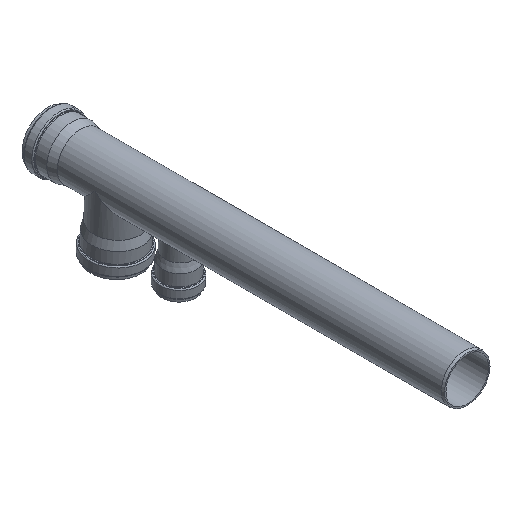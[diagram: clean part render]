
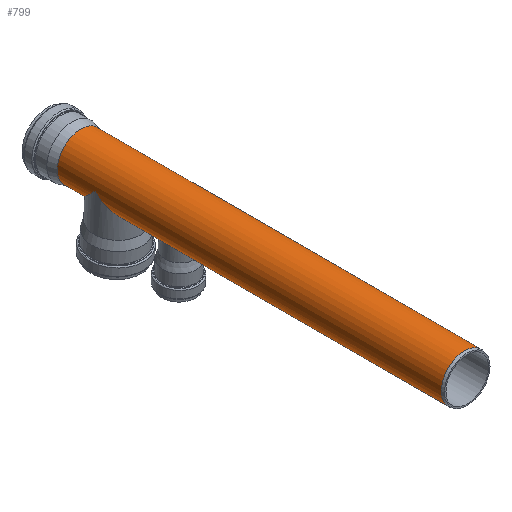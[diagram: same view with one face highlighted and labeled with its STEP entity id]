
A CAD part, isometric view. The second image highlights one B-rep face of the part: STEP entity #799.
In plain terms, the highlighted cylindrical face has radius 45 mm (diameter 90 mm), a full revolution.
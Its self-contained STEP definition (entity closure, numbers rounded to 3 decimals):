
#17=ELLIPSE('',#918,65.075,45.);
#18=ELLIPSE('',#919,62.295,45.);
#112=FACE_BOUND('',#307,.T.);
#113=FACE_BOUND('',#308,.T.);
#114=FACE_BOUND('',#309,.T.);
#141=B_SPLINE_CURVE_WITH_KNOTS('',3,(#1265,#1266,#1267,#1268,#1269,#1270,
#1271,#1272,#1273,#1274,#1275,#1276,#1277,#1278,#1279,#1280,#1281,#1282,
#1283,#1284,#1285,#1286,#1287,#1288,#1289,#1290,#1291,#1292,#1293,#1294,
#1295,#1296,#1297,#1298,#1299,#1300,#1301,#1302,#1303,#1304,#1305,#1306,
#1307,#1308,#1309,#1310,#1311,#1312,#1313,#1314,#1315,#1316,#1317,#1318,
#1319,#1320,#1321,#1322,#1323,#1324,#1325,#1326,#1327,#1328,#1329,#1330),
 .UNSPECIFIED.,.T.,.F.,(4,2,2,2,2,2,2,2,2,2,2,2,2,2,2,2,2,2,2,2,2,2,2,2,
2,2,2,2,2,2,2,2,4),(0.,0.575,1.149,1.724,
2.299,2.866,3.433,4.,4.567,
5.134,5.702,6.269,6.836,7.411,
7.985,8.56,9.135,9.698,10.261,
10.824,11.387,11.951,12.515,13.079,
13.643,14.207,14.771,15.335,15.899,
16.462,17.025,17.588,18.151),
 .UNSPECIFIED.);
#189=FACE_OUTER_BOUND('',#306,.T.);
#306=EDGE_LOOP('',(#673));
#307=EDGE_LOOP('',(#674));
#308=EDGE_LOOP('',(#675));
#309=EDGE_LOOP('',(#676,#677));
#404=CIRCLE('',#921,45.);
#405=CIRCLE('',#922,45.);
#430=VERTEX_POINT('',#1264);
#477=VERTEX_POINT('',#1533);
#478=VERTEX_POINT('',#1534);
#479=VERTEX_POINT('',#1538);
#480=VERTEX_POINT('',#1540);
#505=EDGE_CURVE('',#430,#430,#141,.T.);
#552=EDGE_CURVE('',#477,#478,#17,.T.);
#553=EDGE_CURVE('',#478,#477,#18,.T.);
#554=EDGE_CURVE('',#479,#479,#404,.T.);
#555=EDGE_CURVE('',#480,#480,#405,.T.);
#673=ORIENTED_EDGE('',*,*,#554,.T.);
#674=ORIENTED_EDGE('',*,*,#505,.T.);
#675=ORIENTED_EDGE('',*,*,#555,.F.);
#676=ORIENTED_EDGE('',*,*,#553,.T.);
#677=ORIENTED_EDGE('',*,*,#552,.T.);
#745=CYLINDRICAL_SURFACE('',#920,45.);
#799=ADVANCED_FACE('',(#189,#112,#113,#114),#745,.T.);
#918=AXIS2_PLACEMENT_3D('',#1535,#1156,#1157);
#919=AXIS2_PLACEMENT_3D('',#1536,#1158,#1159);
#920=AXIS2_PLACEMENT_3D('',#1537,#1160,#1161);
#921=AXIS2_PLACEMENT_3D('',#1539,#1162,#1163);
#922=AXIS2_PLACEMENT_3D('',#1541,#1164,#1165);
#1156=DIRECTION('center_axis',(0.,0.692,0.722));
#1157=DIRECTION('ref_axis',(0.,-0.722,0.692));
#1158=DIRECTION('center_axis',(0.,-0.722,0.692));
#1159=DIRECTION('ref_axis',(0.,-0.692,-0.722));
#1160=DIRECTION('center_axis',(0.,1.,0.));
#1161=DIRECTION('ref_axis',(1.,0.,0.));
#1162=DIRECTION('center_axis',(0.,1.,0.));
#1163=DIRECTION('ref_axis',(1.,0.,0.));
#1164=DIRECTION('center_axis',(0.,1.,0.));
#1165=DIRECTION('ref_axis',(1.,0.,0.));
#1264=CARTESIAN_POINT('',(29.,-190.998,-34.409));
#1265=CARTESIAN_POINT('Ctrl Pts',(29.,-190.998,-34.409));
#1266=CARTESIAN_POINT('Ctrl Pts',(29.,-189.082,-34.409));
#1267=CARTESIAN_POINT('Ctrl Pts',(28.808,-187.133,-34.574));
#1268=CARTESIAN_POINT('Ctrl Pts',(28.039,-183.303,-35.2));
#1269=CARTESIAN_POINT('Ctrl Pts',(27.462,-181.42,-35.661));
#1270=CARTESIAN_POINT('Ctrl Pts',(25.969,-177.834,-36.762));
#1271=CARTESIAN_POINT('Ctrl Pts',(25.052,-176.126,-37.402));
#1272=CARTESIAN_POINT('Ctrl Pts',(22.951,-172.966,-38.727));
#1273=CARTESIAN_POINT('Ctrl Pts',(21.767,-171.515,-39.411));
#1274=CARTESIAN_POINT('Ctrl Pts',(19.262,-168.952,-40.693));
#1275=CARTESIAN_POINT('Ctrl Pts',(17.851,-167.741,-41.341));
#1276=CARTESIAN_POINT('Ctrl Pts',(14.752,-165.581,-42.546));
#1277=CARTESIAN_POINT('Ctrl Pts',(13.064,-164.631,-43.101));
#1278=CARTESIAN_POINT('Ctrl Pts',(9.507,-163.086,-44.023));
#1279=CARTESIAN_POINT('Ctrl Pts',(7.633,-162.491,-44.389));
#1280=CARTESIAN_POINT('Ctrl Pts',(3.825,-161.701,-44.878));
#1281=CARTESIAN_POINT('Ctrl Pts',(1.891,-161.508,-45.));
#1282=CARTESIAN_POINT('Ctrl Pts',(-1.891,-161.508,-45.));
#1283=CARTESIAN_POINT('Ctrl Pts',(-3.825,-161.701,-44.878));
#1284=CARTESIAN_POINT('Ctrl Pts',(-7.633,-162.491,-44.389));
#1285=CARTESIAN_POINT('Ctrl Pts',(-9.507,-163.086,-44.023));
#1286=CARTESIAN_POINT('Ctrl Pts',(-13.064,-164.631,-43.101));
#1287=CARTESIAN_POINT('Ctrl Pts',(-14.752,-165.581,-42.546));
#1288=CARTESIAN_POINT('Ctrl Pts',(-17.851,-167.741,-41.341));
#1289=CARTESIAN_POINT('Ctrl Pts',(-19.262,-168.952,-40.693));
#1290=CARTESIAN_POINT('Ctrl Pts',(-21.767,-171.515,-39.411));
#1291=CARTESIAN_POINT('Ctrl Pts',(-22.951,-172.966,-38.727));
#1292=CARTESIAN_POINT('Ctrl Pts',(-25.052,-176.126,-37.402));
#1293=CARTESIAN_POINT('Ctrl Pts',(-25.969,-177.834,-36.762));
#1294=CARTESIAN_POINT('Ctrl Pts',(-27.462,-181.42,-35.661));
#1295=CARTESIAN_POINT('Ctrl Pts',(-28.039,-183.303,-35.2));
#1296=CARTESIAN_POINT('Ctrl Pts',(-28.808,-187.133,-34.574));
#1297=CARTESIAN_POINT('Ctrl Pts',(-29.,-189.082,-34.409));
#1298=CARTESIAN_POINT('Ctrl Pts',(-29.,-192.875,-34.409));
#1299=CARTESIAN_POINT('Ctrl Pts',(-28.815,-194.786,-34.568));
#1300=CARTESIAN_POINT('Ctrl Pts',(-28.061,-198.538,-35.182));
#1301=CARTESIAN_POINT('Ctrl Pts',(-27.493,-200.378,-35.637));
#1302=CARTESIAN_POINT('Ctrl Pts',(-26.012,-203.873,-36.732));
#1303=CARTESIAN_POINT('Ctrl Pts',(-25.098,-205.531,-37.371));
#1304=CARTESIAN_POINT('Ctrl Pts',(-23.003,-208.586,-38.696));
#1305=CARTESIAN_POINT('Ctrl Pts',(-21.821,-209.983,-39.381));
#1306=CARTESIAN_POINT('Ctrl Pts',(-19.307,-212.457,-40.672));
#1307=CARTESIAN_POINT('Ctrl Pts',(-17.881,-213.626,-41.329));
#1308=CARTESIAN_POINT('Ctrl Pts',(-14.758,-215.702,-42.544));
#1309=CARTESIAN_POINT('Ctrl Pts',(-13.06,-216.608,-43.103));
#1310=CARTESIAN_POINT('Ctrl Pts',(-9.489,-218.076,-44.027));
#1311=CARTESIAN_POINT('Ctrl Pts',(-7.613,-218.639,-44.393));
#1312=CARTESIAN_POINT('Ctrl Pts',(-3.808,-219.382,-44.88));
#1313=CARTESIAN_POINT('Ctrl Pts',(-1.88,-219.563,-45.));
#1314=CARTESIAN_POINT('Ctrl Pts',(1.88,-219.563,-45.));
#1315=CARTESIAN_POINT('Ctrl Pts',(3.808,-219.382,-44.88));
#1316=CARTESIAN_POINT('Ctrl Pts',(7.613,-218.639,-44.393));
#1317=CARTESIAN_POINT('Ctrl Pts',(9.489,-218.076,-44.027));
#1318=CARTESIAN_POINT('Ctrl Pts',(13.06,-216.608,-43.103));
#1319=CARTESIAN_POINT('Ctrl Pts',(14.758,-215.702,-42.544));
#1320=CARTESIAN_POINT('Ctrl Pts',(17.881,-213.626,-41.329));
#1321=CARTESIAN_POINT('Ctrl Pts',(19.307,-212.457,-40.672));
#1322=CARTESIAN_POINT('Ctrl Pts',(21.821,-209.983,-39.381));
#1323=CARTESIAN_POINT('Ctrl Pts',(23.003,-208.586,-38.696));
#1324=CARTESIAN_POINT('Ctrl Pts',(25.098,-205.531,-37.371));
#1325=CARTESIAN_POINT('Ctrl Pts',(26.012,-203.873,-36.732));
#1326=CARTESIAN_POINT('Ctrl Pts',(27.493,-200.378,-35.637));
#1327=CARTESIAN_POINT('Ctrl Pts',(28.061,-198.538,-35.182));
#1328=CARTESIAN_POINT('Ctrl Pts',(28.815,-194.786,-34.568));
#1329=CARTESIAN_POINT('Ctrl Pts',(29.,-192.875,-34.409));
#1330=CARTESIAN_POINT('Ctrl Pts',(29.,-190.998,-34.409));
#1533=CARTESIAN_POINT('',(45.,-72.5,0.));
#1534=CARTESIAN_POINT('',(-45.,-72.5,0.));
#1535=CARTESIAN_POINT('Origin',(0.,-72.5,0.));
#1536=CARTESIAN_POINT('Origin',(0.,-72.5,0.));
#1537=CARTESIAN_POINT('Origin',(0.,-368.75,0.));
#1538=CARTESIAN_POINT('',(45.,-737.5,0.));
#1539=CARTESIAN_POINT('Origin',(0.,-737.5,0.));
#1540=CARTESIAN_POINT('',(45.,0.,0.));
#1541=CARTESIAN_POINT('Origin',(0.,0.,0.));
